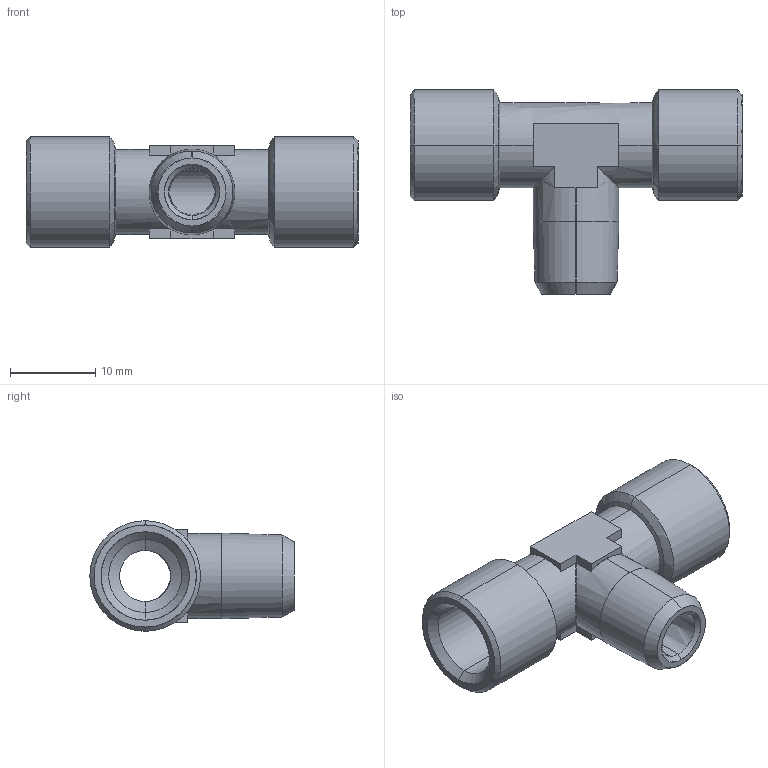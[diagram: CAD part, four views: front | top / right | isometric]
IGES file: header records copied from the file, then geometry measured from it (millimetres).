
Start section: SolidWorks IGES file using analytic representation for surfaces
Global section: file name: 0404000010200.IGS; native system: SolidWorks 2007; preprocessor: SolidWorks 2007; author: cad02; date: 071023.142348; units: millimetre
Bounding box: 39 x 24 x 13 mm (x, y, z)
Surface area: 3168.2 mm2 (no closed solid volume)
Topology: 0 solids, 0 shells, 66 faces, 624 edges, 624 vertices
Faces by surface type: revolution 41, bspline 25
